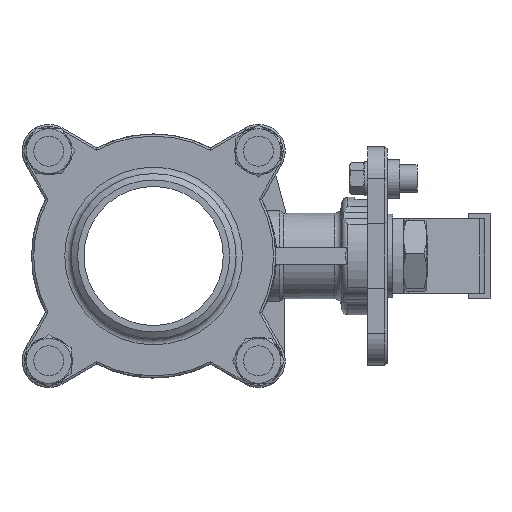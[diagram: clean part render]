
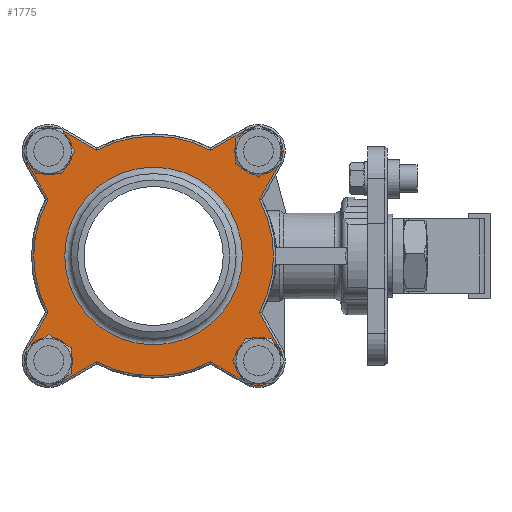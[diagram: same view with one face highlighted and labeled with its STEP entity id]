
A CAD part, front view. The second image highlights one B-rep face of the part: STEP entity #1775.
In plain terms, the highlighted planar face has unit normal (0, -1, 0).
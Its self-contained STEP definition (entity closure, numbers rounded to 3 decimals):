
#1775=ADVANCED_FACE('',(#2700,#2701,#2702,#2703,#2704,#2705),#2706,.T.);
#2700=FACE_BOUND('',#4012,.T.);
#2701=FACE_OUTER_BOUND('',#4013,.T.);
#2702=FACE_BOUND('',#4014,.T.);
#2703=FACE_BOUND('',#4015,.T.);
#2704=FACE_BOUND('',#4016,.T.);
#2705=FACE_BOUND('',#4017,.T.);
#2706=PLANE('',#4018);
#4012=EDGE_LOOP('',(#7364));
#4013=EDGE_LOOP('',(#7365,#7366,#7367,#7368,#7369,#7370,#7371,#7372,#7373,#7374,#7375,#7376,#7377,#7378,#7379,#7380));
#4014=EDGE_LOOP('',(#7381));
#4015=EDGE_LOOP('',(#7382));
#4016=EDGE_LOOP('',(#7383));
#4017=EDGE_LOOP('',(#7384));
#4018=AXIS2_PLACEMENT_3D('',#7385,#7386,#7387);
#7364=ORIENTED_EDGE('',*,*,#9740,.F.);
#7365=ORIENTED_EDGE('',*,*,#9741,.F.);
#7366=ORIENTED_EDGE('',*,*,#9742,.F.);
#7367=ORIENTED_EDGE('',*,*,#9743,.F.);
#7368=ORIENTED_EDGE('',*,*,#9744,.F.);
#7369=ORIENTED_EDGE('',*,*,#9745,.F.);
#7370=ORIENTED_EDGE('',*,*,#9746,.F.);
#7371=ORIENTED_EDGE('',*,*,#9747,.F.);
#7372=ORIENTED_EDGE('',*,*,#9748,.F.);
#7373=ORIENTED_EDGE('',*,*,#9749,.F.);
#7374=ORIENTED_EDGE('',*,*,#9750,.F.);
#7375=ORIENTED_EDGE('',*,*,#9751,.F.);
#7376=ORIENTED_EDGE('',*,*,#9752,.F.);
#7377=ORIENTED_EDGE('',*,*,#9753,.F.);
#7378=ORIENTED_EDGE('',*,*,#9754,.F.);
#7379=ORIENTED_EDGE('',*,*,#9739,.F.);
#7380=ORIENTED_EDGE('',*,*,#9755,.F.);
#7381=ORIENTED_EDGE('',*,*,#9756,.F.);
#7382=ORIENTED_EDGE('',*,*,#9757,.F.);
#7383=ORIENTED_EDGE('',*,*,#9758,.F.);
#7384=ORIENTED_EDGE('',*,*,#9759,.F.);
#7385=CARTESIAN_POINT('',(90.457,-56.5,0.));
#7386=DIRECTION('',(0.,-1.0,0.));
#7387=DIRECTION('',(0.,0.,1.0));
#9739=EDGE_CURVE('',#11269,#11265,#11271,.T.);
#9740=EDGE_CURVE('',#11272,#11272,#11273,.F.);
#9741=EDGE_CURVE('',#11274,#11275,#11276,.T.);
#9742=EDGE_CURVE('',#11277,#11274,#11278,.T.);
#9743=EDGE_CURVE('',#11279,#11277,#11280,.T.);
#9744=EDGE_CURVE('',#11281,#11279,#11282,.T.);
#9745=EDGE_CURVE('',#11283,#11281,#11284,.T.);
#9746=EDGE_CURVE('',#11285,#11283,#11286,.T.);
#9747=EDGE_CURVE('',#11287,#11285,#11288,.T.);
#9748=EDGE_CURVE('',#11289,#11287,#11290,.T.);
#9749=EDGE_CURVE('',#11291,#11289,#11292,.T.);
#9750=EDGE_CURVE('',#11293,#11291,#11294,.T.);
#9751=EDGE_CURVE('',#11295,#11293,#11296,.T.);
#9752=EDGE_CURVE('',#11297,#11295,#11298,.T.);
#9753=EDGE_CURVE('',#11299,#11297,#11300,.T.);
#9754=EDGE_CURVE('',#11265,#11299,#11301,.T.);
#9755=EDGE_CURVE('',#11275,#11269,#11302,.T.);
#9756=EDGE_CURVE('',#11303,#11303,#11304,.T.);
#9757=EDGE_CURVE('',#11305,#11305,#11306,.T.);
#9758=EDGE_CURVE('',#11307,#11307,#11308,.T.);
#9759=EDGE_CURVE('',#11309,#11309,#11310,.T.);
#11265=VERTEX_POINT('',#14362);
#11269=VERTEX_POINT('',#14367);
#11271=LINE('',#14376,#14377);
#11272=VERTEX_POINT('',#14378);
#11273=CIRCLE('',#14379,41.5);
#11274=VERTEX_POINT('',#14380);
#11275=VERTEX_POINT('',#14381);
#11276=LINE('',#14382,#14383);
#11277=VERTEX_POINT('',#14384);
#11278=CIRCLE('',#14385,11.5);
#11279=VERTEX_POINT('',#14386);
#11280=LINE('',#14387,#14388);
#11281=VERTEX_POINT('',#14389);
#11282=CIRCLE('',#14390,56.0);
#11283=VERTEX_POINT('',#14391);
#11284=LINE('',#14392,#14393);
#11285=VERTEX_POINT('',#14394);
#11286=CIRCLE('',#14395,11.5);
#11287=VERTEX_POINT('',#14396);
#11288=LINE('',#14397,#14398);
#11289=VERTEX_POINT('',#14399);
#11290=CIRCLE('',#14400,56.0);
#11291=VERTEX_POINT('',#14401);
#11292=LINE('',#14402,#14403);
#11293=VERTEX_POINT('',#14404);
#11294=CIRCLE('',#14405,11.5);
#11295=VERTEX_POINT('',#14406);
#11296=LINE('',#14407,#14408);
#11297=VERTEX_POINT('',#14409);
#11298=CIRCLE('',#14410,56.0);
#11299=VERTEX_POINT('',#14411);
#11300=LINE('',#14412,#14413);
#11301=CIRCLE('',#14414,11.5);
#11302=CIRCLE('',#14415,56.0);
#11303=VERTEX_POINT('',#14416);
#11304=CIRCLE('',#14417,7.25);
#11305=VERTEX_POINT('',#14418);
#11306=CIRCLE('',#14419,7.25);
#11307=VERTEX_POINT('',#14420);
#11308=CIRCLE('',#14421,7.25);
#11309=VERTEX_POINT('',#14422);
#11310=CIRCLE('',#14423,7.25);
#14362=CARTESIAN_POINT('',(58.95,-56.5,-43.259));
#14367=CARTESIAN_POINT('',(49.35,-56.5,-26.468));
#14376=CARTESIAN_POINT('',(48.073,-56.5,-24.234));
#14377=VECTOR('',#17463,1.0);
#14378=CARTESIAN_POINT('',(0.,-56.5,41.5));
#14379=AXIS2_PLACEMENT_3D('',#17464,#17465,#17466);
#14380=CARTESIAN_POINT('',(58.95,-56.5,43.259));
#14381=CARTESIAN_POINT('',(49.35,-56.5,26.468));
#14382=CARTESIAN_POINT('',(48.073,-56.5,24.234));
#14383=VECTOR('',#17467,1.0);
#14384=CARTESIAN_POINT('',(43.259,-56.5,58.95));
#14385=AXIS2_PLACEMENT_3D('',#17468,#17469,#17470);
#14386=CARTESIAN_POINT('',(26.468,-56.5,49.35));
#14387=CARTESIAN_POINT('',(53.427,-56.5,64.764));
#14388=VECTOR('',#17471,1.0);
#14389=CARTESIAN_POINT('',(-26.468,-56.5,49.35));
#14390=AXIS2_PLACEMENT_3D('',#17472,#17473,#17474);
#14391=CARTESIAN_POINT('',(-43.259,-56.5,58.95));
#14392=CARTESIAN_POINT('',(82.915,-56.5,-13.191));
#14393=VECTOR('',#17475,1.0);
#14394=CARTESIAN_POINT('',(-58.95,-56.5,43.259));
#14395=AXIS2_PLACEMENT_3D('',#17476,#17477,#17478);
#14396=CARTESIAN_POINT('',(-49.35,-56.5,26.468));
#14397=CARTESIAN_POINT('',(-3.5,-56.5,-53.721));
#14398=VECTOR('',#17479,1.0);
#14399=CARTESIAN_POINT('',(-49.35,-56.5,-26.468));
#14400=AXIS2_PLACEMENT_3D('',#17480,#17481,#17482);
#14401=CARTESIAN_POINT('',(-58.95,-56.5,-43.259));
#14402=CARTESIAN_POINT('',(-3.5,-56.5,53.721));
#14403=VECTOR('',#17483,1.0);
#14404=CARTESIAN_POINT('',(-43.259,-56.5,-58.95));
#14405=AXIS2_PLACEMENT_3D('',#17484,#17485,#17486);
#14406=CARTESIAN_POINT('',(-26.468,-56.5,-49.35));
#14407=CARTESIAN_POINT('',(82.915,-56.5,13.191));
#14408=VECTOR('',#17487,1.0);
#14409=CARTESIAN_POINT('',(26.468,-56.5,-49.35));
#14410=AXIS2_PLACEMENT_3D('',#17488,#17489,#17490);
#14411=CARTESIAN_POINT('',(43.259,-56.5,-58.95));
#14412=CARTESIAN_POINT('',(53.427,-56.5,-64.764));
#14413=VECTOR('',#17491,1.0);
#14414=AXIS2_PLACEMENT_3D('',#17492,#17493,#17494);
#14415=AXIS2_PLACEMENT_3D('',#17495,#17496,#17497);
#14416=CARTESIAN_POINT('',(-48.967,-56.5,-56.217));
#14417=AXIS2_PLACEMENT_3D('',#17498,#17499,#17500);
#14418=CARTESIAN_POINT('',(48.967,-56.5,-56.217));
#14419=AXIS2_PLACEMENT_3D('',#17501,#17502,#17503);
#14420=CARTESIAN_POINT('',(48.967,-56.5,41.717));
#14421=AXIS2_PLACEMENT_3D('',#17504,#17505,#17506);
#14422=CARTESIAN_POINT('',(-48.967,-56.5,41.717));
#14423=AXIS2_PLACEMENT_3D('',#17507,#17508,#17509);
#17463=DIRECTION('',(0.496,0.,-0.868));
#17464=CARTESIAN_POINT('',(0.,-56.5,0.));
#17465=DIRECTION('',(0.,1.0,0.));
#17466=DIRECTION('',(0.,0.,1.0));
#17467=DIRECTION('',(-0.496,0.,-0.868));
#17468=CARTESIAN_POINT('',(48.967,-56.5,48.967));
#17469=DIRECTION('',(0.,1.0,0.));
#17470=DIRECTION('',(0.,0.,1.0));
#17471=DIRECTION('',(0.868,0.,0.496));
#17472=CARTESIAN_POINT('',(0.,-56.5,0.));
#17473=DIRECTION('',(0.,1.0,0.));
#17474=DIRECTION('',(0.,0.,1.0));
#17475=DIRECTION('',(0.868,0.,-0.496));
#17476=CARTESIAN_POINT('',(-48.967,-56.5,48.967));
#17477=DIRECTION('',(0.,1.0,0.));
#17478=DIRECTION('',(0.,0.,1.0));
#17479=DIRECTION('',(-0.496,0.,0.868));
#17480=CARTESIAN_POINT('',(0.,-56.5,0.));
#17481=DIRECTION('',(0.,1.0,0.));
#17482=DIRECTION('',(0.,0.,1.0));
#17483=DIRECTION('',(0.496,0.,0.868));
#17484=CARTESIAN_POINT('',(-48.967,-56.5,-48.967));
#17485=DIRECTION('',(0.,1.0,0.));
#17486=DIRECTION('',(0.,0.,1.0));
#17487=DIRECTION('',(-0.868,0.,-0.496));
#17488=CARTESIAN_POINT('',(0.,-56.5,0.));
#17489=DIRECTION('',(0.,1.0,0.));
#17490=DIRECTION('',(0.,0.,1.0));
#17491=DIRECTION('',(-0.868,0.,0.496));
#17492=CARTESIAN_POINT('',(48.967,-56.5,-48.967));
#17493=DIRECTION('',(0.,1.0,0.));
#17494=DIRECTION('',(0.,0.,1.0));
#17495=CARTESIAN_POINT('',(0.,-56.5,0.));
#17496=DIRECTION('',(0.,1.0,0.));
#17497=DIRECTION('',(0.,0.,1.0));
#17498=CARTESIAN_POINT('',(-48.967,-56.5,-48.967));
#17499=DIRECTION('',(0.,-1.0,0.));
#17500=DIRECTION('',(0.,0.,-1.0));
#17501=CARTESIAN_POINT('',(48.967,-56.5,-48.967));
#17502=DIRECTION('',(0.,-1.0,0.));
#17503=DIRECTION('',(0.,0.,-1.0));
#17504=CARTESIAN_POINT('',(48.967,-56.5,48.967));
#17505=DIRECTION('',(0.,-1.0,0.));
#17506=DIRECTION('',(0.,0.,-1.0));
#17507=CARTESIAN_POINT('',(-48.967,-56.5,48.967));
#17508=DIRECTION('',(0.,-1.0,0.));
#17509=DIRECTION('',(0.,0.,-1.0));
